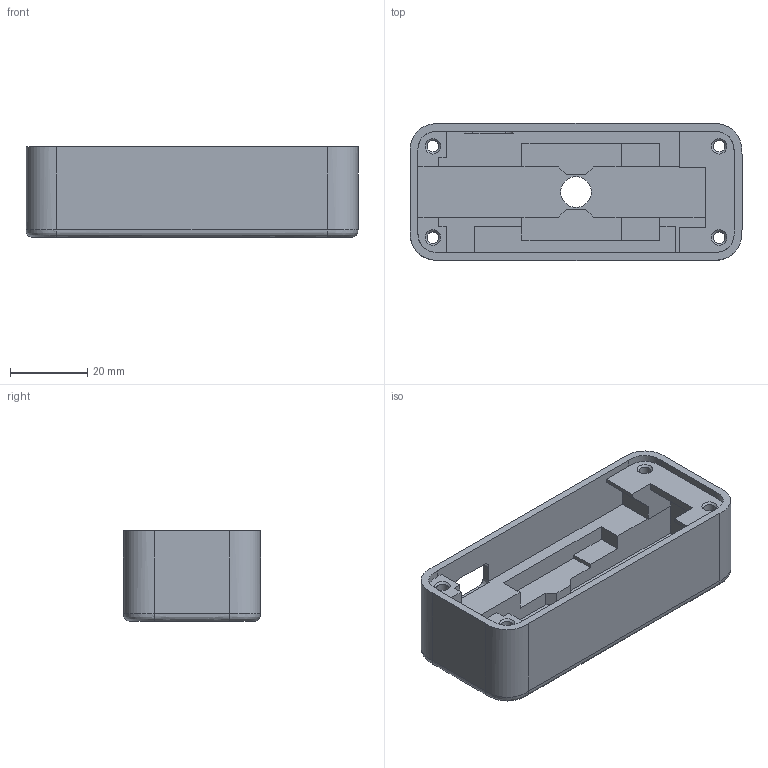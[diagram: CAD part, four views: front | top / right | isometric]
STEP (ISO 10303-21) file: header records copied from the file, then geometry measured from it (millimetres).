
FILE_DESCRIPTION(/* description */ ('STEP AP242','CAx-IF Rec.Pracs.---Representation and Presentation of Product Manufacturing Information (PMI)---4.0---2014-10-13','CAx-IF Rec.Pracs.---3D Tessellated Geometry---0.4---2014-09-14','2;1'),/* implementation_level */ '2;1');
FILE_NAME(/* name */ 'orangesurf',/* author */ (''),/* organization */ (''),/* preprocessor_version */ 'ST-DEVELOPER v19.4',/* originating_system */ ' ',/* authorisation */ ' ');
FILE_SCHEMA (('AP242_MANAGED_MODEL_BASED_3D_ENGINEERING_MIM_LF { 1 0 10303 442 1 1 4 }'));
Length unit declared in the file: metre
Products named in the file (1): Base
Bounding box: 86 x 35.5 x 23.45 mm (x, y, z)
Volume: 28537.3 mm3; surface area: 16945.7 mm2
Topology: 1 solids, 1 shells, 104 faces, 290 edges, 188 vertices
Faces by surface type: plane 67, bspline 20, cylinder 9, cone 8
Full cylindrical faces by diameter (mm): 3 x4, 5 x4, 8 x1
Entity records: 4324 total; most frequent: CARTESIAN_POINT 1864, ORIENTED_EDGE 536, DIRECTION 406, EDGE_CURVE 268, LINE 192, VECTOR 192, VERTEX_POINT 183, EDGE_LOOP 133
